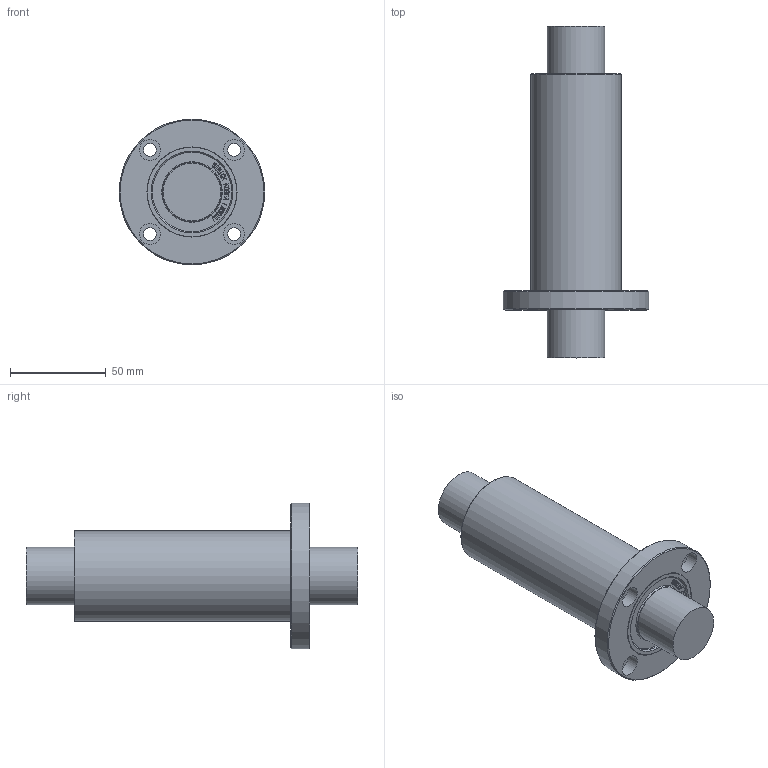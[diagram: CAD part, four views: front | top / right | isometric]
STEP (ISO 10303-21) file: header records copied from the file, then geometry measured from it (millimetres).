
FILE_DESCRIPTION((''),'2;1');
FILE_NAME('LMEF30UU.stp','2013-02-05T19:21:57',('user2'),(''),'Autodesk Inventor 2012','Autodesk Inventor 2012','');
FILE_SCHEMA(('AUTOMOTIVE_DESIGN { 1 0 10303 214 1 1 1 1 }'));
Length unit declared in the file: millimetre
Products named in the file (1): LMEF30UU
Bounding box: 76 x 173 x 76 mm (x, y, z)
Volume: 271740.2 mm3; surface area: 34278.5 mm2
Topology: 1 solids, 1 shells, 861 faces, 2405 edges, 1602 vertices
Faces by surface type: bspline 616, plane 222, cylinder 15, cone 6, torus 2
Full cylindrical faces by diameter (mm): 6.6 x4, 11 x4, 30 x2, 41.4 x2, 47 x2, 76 x1
Entity records: 29049 total; most frequent: CARTESIAN_POINT 10386, ORIENTED_EDGE 4760, EDGE_CURVE 2380, DIRECTION 1680, VERTEX_POINT 1600, QUASI_UNIFORM_CURVE 1232, VECTOR 1108, LINE 1108
